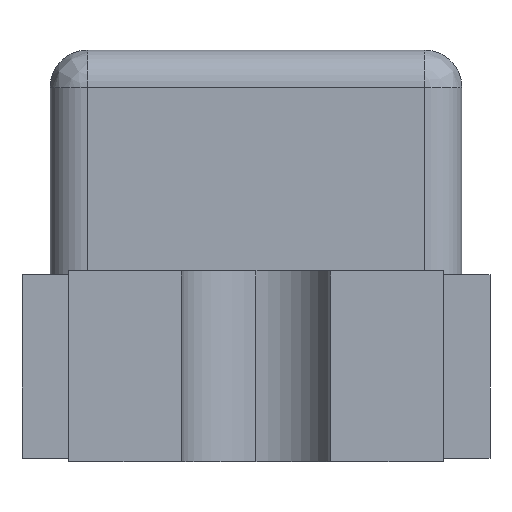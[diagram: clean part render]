
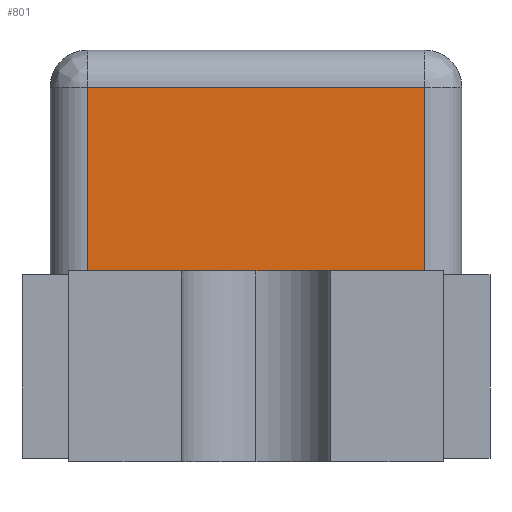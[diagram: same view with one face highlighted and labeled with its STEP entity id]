
A CAD part, left-side view. The second image highlights one B-rep face of the part: STEP entity #801.
In plain terms, the highlighted planar face has unit normal (-1, 0, 0).
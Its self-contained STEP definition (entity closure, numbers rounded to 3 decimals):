
#336 = LINE ( 'NONE', #993, #338 ) ;
#337 = LINE ( 'NONE', #1002, #340 ) ;
#338 = VECTOR ( 'NONE', #994, 1000. ) ;
#339 = LINE ( 'NONE', #1004, #342 ) ;
#340 = VECTOR ( 'NONE', #1003, 1000. ) ;
#342 = VECTOR ( 'NONE', #1006, 1000. ) ;
#397 = CARTESIAN_POINT ( 'NONE',  ( -0.65, 0.45, 0.51 ) ) ;
#418 = VERTEX_POINT ( 'NONE', #2021 ) ;
#419 = VERTEX_POINT ( 'NONE', #2026 ) ;
#446 = VERTEX_POINT ( 'NONE', #397 ) ;
#529 = VERTEX_POINT ( 'NONE', #1275 ) ;
#771 = PLANE ( 'NONE',  #1351 ) ;
#772 = CARTESIAN_POINT ( 'NONE',  ( -0.65, 0.55, 0. ) ) ;
#773 = DIRECTION ( 'NONE',  ( -1., 0., 0. ) ) ;
#774 = DIRECTION ( 'NONE',  ( 0., -1., 0. ) ) ;
#801 = ADVANCED_FACE ( 'NONE', ( #1737 ), #771, .T. ) ;
#938 = DIRECTION ( 'NONE',  ( 0., 1., 0. ) ) ;
#964 = CARTESIAN_POINT ( 'NONE',  ( -0.65, 0.55, 1. ) ) ;
#993 = CARTESIAN_POINT ( 'NONE',  ( -0.65, 0.45, 0. ) ) ;
#994 = DIRECTION ( 'NONE',  ( 0., 0., 1. ) ) ;
#1002 = CARTESIAN_POINT ( 'NONE',  ( -0.65, -0.45, 0. ) ) ;
#1003 = DIRECTION ( 'NONE',  ( 0., 0., -1. ) ) ;
#1004 = CARTESIAN_POINT ( 'NONE',  ( -0.65, 0.5, 0.51 ) ) ;
#1006 = DIRECTION ( 'NONE',  ( 0., -1., 0. ) ) ;
#1213 = EDGE_CURVE ( 'NONE', #446, #529, #336, .T. ) ;
#1214 = EDGE_CURVE ( 'NONE', #419, #418, #337, .T. ) ;
#1215 = EDGE_CURVE ( 'NONE', #446, #418, #339, .T. ) ;
#1275 = CARTESIAN_POINT ( 'NONE',  ( -0.65, 0.45, 1. ) ) ;
#1351 = AXIS2_PLACEMENT_3D ( 'NONE', #772, #773, #774 ) ;
#1585 = EDGE_LOOP ( 'NONE', ( #1634, #1635, #1636, #1637 ) ) ;
#1634 = ORIENTED_EDGE ( 'NONE', *, *, #1215, .T. ) ;
#1635 = ORIENTED_EDGE ( 'NONE', *, *, #1214, .F. ) ;
#1636 = ORIENTED_EDGE ( 'NONE', *, *, #1859, .T. ) ;
#1637 = ORIENTED_EDGE ( 'NONE', *, *, #1213, .F. ) ;
#1737 = FACE_OUTER_BOUND ( 'NONE', #1585, .T. ) ;
#1859 = EDGE_CURVE ( 'NONE', #419, #529, #1941, .T. ) ;
#1941 = LINE ( 'NONE', #964, #1944 ) ;
#1944 = VECTOR ( 'NONE', #938, 1000. ) ;
#2021 = CARTESIAN_POINT ( 'NONE',  ( -0.65, -0.45, 0.51 ) ) ;
#2026 = CARTESIAN_POINT ( 'NONE',  ( -0.65, -0.45, 1. ) ) ;
